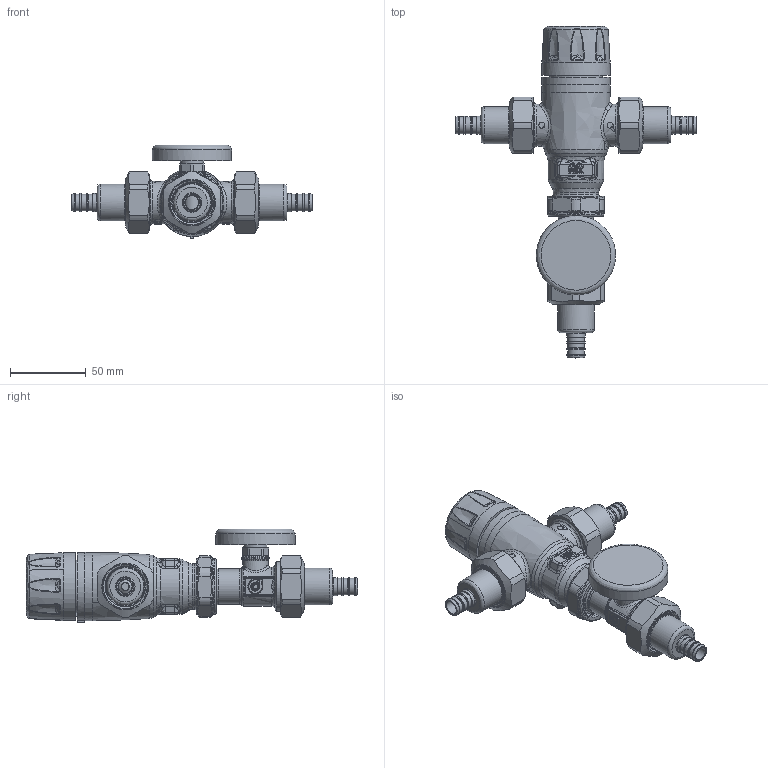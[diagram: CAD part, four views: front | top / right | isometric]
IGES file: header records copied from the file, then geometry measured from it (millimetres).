
Global section: file name: 521417AC; native system: Autodesk Inventor 2024; preprocessor: unknown; author: ischreiner; date: 20250624.105645; units: inch
Bounding box: 158.93 x 219.31 x 61.89 mm (x, y, z)
Volume: 279340.2 mm3; surface area: 84231.4 mm2
Topology: 15 solids, 15 shells, 2418 faces, 5924 edges, 3482 vertices
Faces by surface type: bspline 2418
